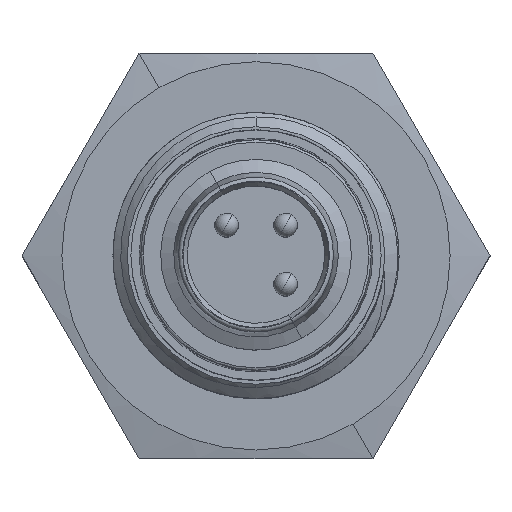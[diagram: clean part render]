
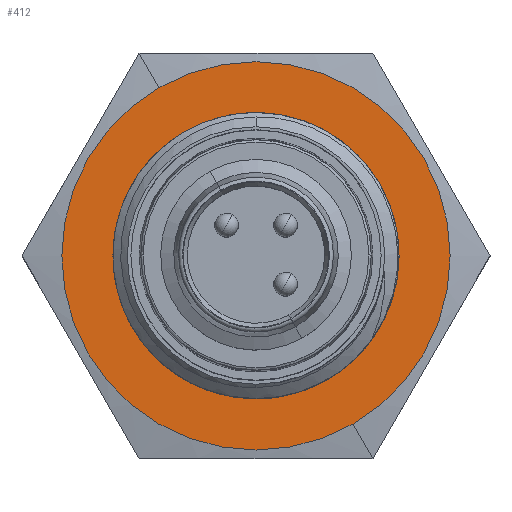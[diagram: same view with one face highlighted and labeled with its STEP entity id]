
A CAD part, top view. The second image highlights one B-rep face of the part: STEP entity #412.
In plain terms, the highlighted face is planar.
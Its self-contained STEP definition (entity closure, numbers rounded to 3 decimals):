
#57=CARTESIAN_POINT('',(0.,0.,-1.5));
#58=DIRECTION('',(0.,0.,1.));
#59=DIRECTION('',(0.,-1.,0.));
#60=AXIS2_PLACEMENT_3D('',#57,#58,#59);
#62=CARTESIAN_POINT('',(0.,0.,-1.5));
#63=DIRECTION('',(0.,0.,1.));
#64=DIRECTION('',(0.,1.,0.));
#65=AXIS2_PLACEMENT_3D('',#62,#63,#64);
#67=CARTESIAN_POINT('',(0.,0.,-1.5));
#68=DIRECTION('',(0.,0.,-1.));
#69=DIRECTION('',(1.,0.,0.));
#70=AXIS2_PLACEMENT_3D('',#67,#68,#69);
#72=CARTESIAN_POINT('',(0.,0.,-1.5));
#73=DIRECTION('',(0.,0.,-1.));
#74=DIRECTION('',(-1.,0.,0.));
#75=AXIS2_PLACEMENT_3D('',#72,#73,#74);
#361=CARTESIAN_POINT('',(0.,-8.144,-1.5));
#362=CARTESIAN_POINT('',(0.,8.144,-1.5));
#363=VERTEX_POINT('',#361);
#364=VERTEX_POINT('',#362);
#365=CARTESIAN_POINT('',(5.5,0.,-1.5));
#366=CARTESIAN_POINT('',(-5.5,0.,-1.5));
#367=VERTEX_POINT('',#365);
#368=VERTEX_POINT('',#366);
#395=CARTESIAN_POINT('',(0.,0.,-1.5));
#396=DIRECTION('',(0.,0.,1.));
#397=DIRECTION('',(1.,0.,0.));
#398=AXIS2_PLACEMENT_3D('',#395,#396,#397);
#399=PLANE('',#398);
#401=ORIENTED_EDGE('',*,*,#400,.T.);
#403=ORIENTED_EDGE('',*,*,#402,.T.);
#404=EDGE_LOOP('',(#401,#403));
#405=FACE_OUTER_BOUND('',#404,.F.);
#407=ORIENTED_EDGE('',*,*,#406,.T.);
#409=ORIENTED_EDGE('',*,*,#408,.T.);
#410=EDGE_LOOP('',(#407,#409));
#411=FACE_BOUND('',#410,.F.);
#61=CIRCLE('',#60,8.144);
#66=CIRCLE('',#65,8.144);
#71=CIRCLE('',#70,5.5);
#76=CIRCLE('',#75,5.5);
#400=EDGE_CURVE('',#363,#364,#61,.T.);
#402=EDGE_CURVE('',#364,#363,#66,.T.);
#406=EDGE_CURVE('',#367,#368,#71,.T.);
#408=EDGE_CURVE('',#368,#367,#76,.T.);
#412=ADVANCED_FACE('',(#405,#411),#399,.F.);
